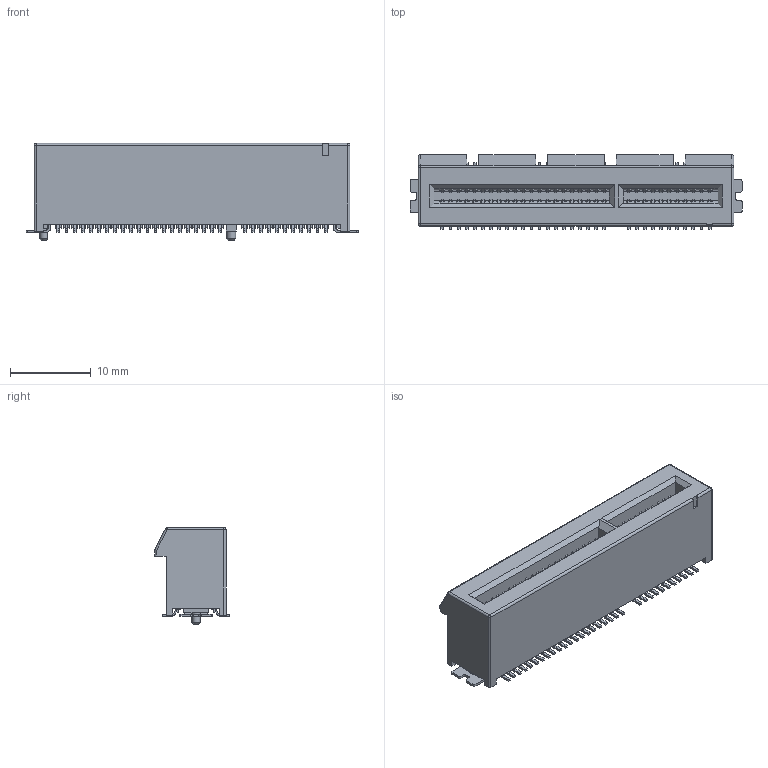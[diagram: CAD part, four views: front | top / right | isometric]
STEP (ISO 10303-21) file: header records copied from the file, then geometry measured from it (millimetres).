
FILE_DESCRIPTION((''),'2;1');
FILE_NAME('C-4-2337939-6','2019-06-06T07:41:52',('workeradm'),('TE Connectivity Ltd.'),'CREO PARAMETRIC BY PTC INC, 2018190','CREO PARAMETRIC BY PTC INC, 2018190','');
FILE_SCHEMA(('AUTOMOTIVE_DESIGN { 1 0 10303 214 1 1 1 1 }'));
Products named in the file (1): C-4-2337939-6
Bounding box: 41 x 9.2 x 12 mm (x, y, z)
Volume: 2574.8 mm3; surface area: 2537.9 mm2
Topology: 1 solids, 1 shells, 2639 faces, 7347 edges, 4848 vertices
Faces by surface type: plane 2007, cylinder 624, sphere 4, cone 4
Entity records: 83731 total; most frequent: CARTESIAN_POINT 15515, ORIENTED_EDGE 14694, DIRECTION 13366, EDGE_CURVE 7347, VECTOR 6082, LINE 6082, VERTEX_POINT 4848, AXIS2_PLACEMENT_3D 3642
